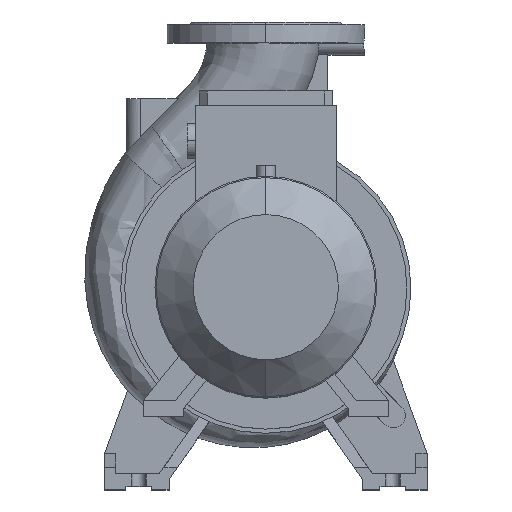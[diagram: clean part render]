
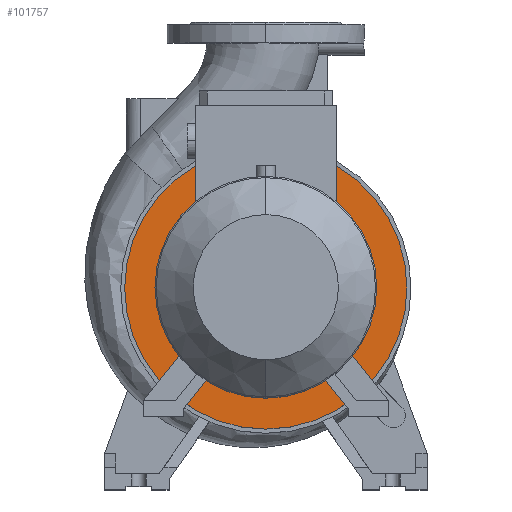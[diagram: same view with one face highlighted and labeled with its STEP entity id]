
A CAD part, top view. The second image highlights one B-rep face of the part: STEP entity #101757.
In plain terms, the highlighted planar face has unit normal (0, 0, 1).
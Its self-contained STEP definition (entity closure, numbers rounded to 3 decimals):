
#3972 = FACE_BOUND ( 'NONE', #28139, .T. ) ;
#7567 = PLANE ( 'NONE',  #88761 ) ;
#9448 = AXIS2_PLACEMENT_3D ( 'NONE', #82468, #15862, #93542 ) ;
#14038 = ORIENTED_EDGE ( 'NONE', *, *, #63164, .T. ) ;
#15862 = DIRECTION ( 'NONE',  ( 0., 0., -1. ) ) ;
#18875 = DIRECTION ( 'NONE',  ( 0., -1., 0. ) ) ;
#24109 = CARTESIAN_POINT ( 'NONE',  ( 0., 0., 189. ) ) ;
#28139 = EDGE_LOOP ( 'NONE', ( #14038, #125260 ) ) ;
#28184 = CARTESIAN_POINT ( 'NONE',  ( 0., 0., 189. ) ) ;
#35372 = DIRECTION ( 'NONE',  ( 0., 1., 0. ) ) ;
#38706 = EDGE_LOOP ( 'NONE', ( #107285, #67692 ) ) ;
#39411 = AXIS2_PLACEMENT_3D ( 'NONE', #28184, #105602, #39441 ) ;
#39441 = DIRECTION ( 'NONE',  ( 0., 1., 0. ) ) ;
#45731 = CARTESIAN_POINT ( 'NONE',  ( 0., 0., 189. ) ) ;
#46554 = VERTEX_POINT ( 'NONE', #130127 ) ;
#48206 = EDGE_CURVE ( 'NONE', #49668, #99642, #89885, .T. ) ;
#49668 = VERTEX_POINT ( 'NONE', #105848 ) ;
#56875 = DIRECTION ( 'NONE',  ( 0., 1., 0. ) ) ;
#57381 = CARTESIAN_POINT ( 'NONE',  ( 0., 130., 189. ) ) ;
#59200 = VERTEX_POINT ( 'NONE', #57381 ) ;
#63164 = EDGE_CURVE ( 'NONE', #59200, #46554, #108230, .T. ) ;
#67692 = ORIENTED_EDGE ( 'NONE', *, *, #142278, .F. ) ;
#68602 = CIRCLE ( 'NONE', #39411, 130. ) ;
#72526 = AXIS2_PLACEMENT_3D ( 'NONE', #45731, #122941, #56875 ) ;
#82468 = CARTESIAN_POINT ( 'NONE',  ( 0., 0., 189. ) ) ;
#84162 = EDGE_CURVE ( 'NONE', #46554, #59200, #68602, .T. ) ;
#85407 = DIRECTION ( 'NONE',  ( 0., 0., 1. ) ) ;
#88761 = AXIS2_PLACEMENT_3D ( 'NONE', #96003, #85407, #18875 ) ;
#89885 = CIRCLE ( 'NONE', #116859, 175. ) ;
#93542 = DIRECTION ( 'NONE',  ( 0., 1., 0. ) ) ;
#96003 = CARTESIAN_POINT ( 'NONE',  ( 0., 175., 189. ) ) ;
#98581 = CARTESIAN_POINT ( 'NONE',  ( 0., -175., 189. ) ) ;
#99642 = VERTEX_POINT ( 'NONE', #98581 ) ;
#100743 = CIRCLE ( 'NONE', #9448, 175. ) ;
#101596 = DIRECTION ( 'NONE',  ( 0., 0., -1. ) ) ;
#101757 = ADVANCED_FACE ( 'NONE', ( #3972, #122061 ), #7567, .T. ) ;
#105602 = DIRECTION ( 'NONE',  ( 0., 0., -1. ) ) ;
#105848 = CARTESIAN_POINT ( 'NONE',  ( 0., 175., 189. ) ) ;
#107285 = ORIENTED_EDGE ( 'NONE', *, *, #48206, .F. ) ;
#108230 = CIRCLE ( 'NONE', #72526, 130. ) ;
#116859 = AXIS2_PLACEMENT_3D ( 'NONE', #24109, #101596, #35372 ) ;
#122061 = FACE_OUTER_BOUND ( 'NONE', #38706, .T. ) ;
#122941 = DIRECTION ( 'NONE',  ( 0., 0., -1. ) ) ;
#125260 = ORIENTED_EDGE ( 'NONE', *, *, #84162, .T. ) ;
#130127 = CARTESIAN_POINT ( 'NONE',  ( 0., -130., 189. ) ) ;
#142278 = EDGE_CURVE ( 'NONE', #99642, #49668, #100743, .T. ) ;
